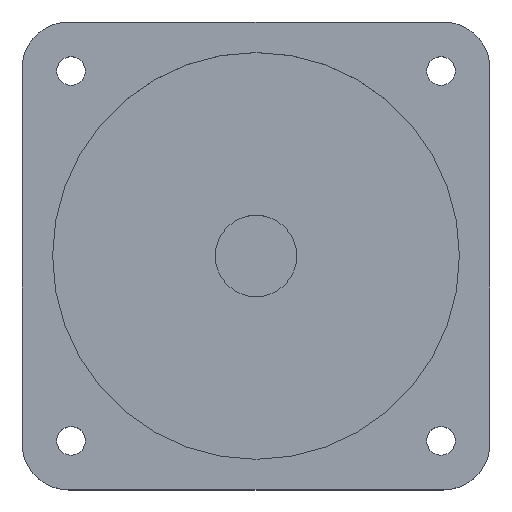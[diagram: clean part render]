
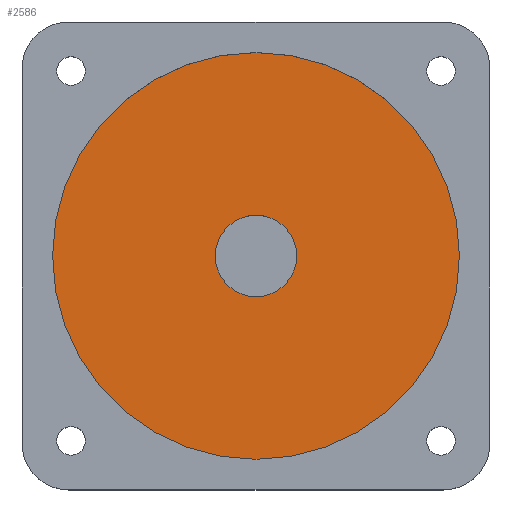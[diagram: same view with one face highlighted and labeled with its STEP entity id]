
A CAD part, top view. The second image highlights one B-rep face of the part: STEP entity #2586.
In plain terms, the highlighted planar face has unit normal (0, 0, 1).
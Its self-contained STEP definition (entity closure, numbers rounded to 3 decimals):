
#120=FACE_BOUND('',#513,.T.);
#259=PLANE('',#2830);
#346=FACE_OUTER_BOUND('',#512,.T.);
#512=EDGE_LOOP('',(#2013));
#513=EDGE_LOOP('',(#2014));
#1004=CIRCLE('',#2709,7.);
#1041=CIRCLE('',#2831,35.);
#1095=VERTEX_POINT('',#3686);
#1241=VERTEX_POINT('',#4244);
#1347=EDGE_CURVE('',#1095,#1095,#1004,.T.);
#1544=EDGE_CURVE('',#1241,#1241,#1041,.T.);
#2013=ORIENTED_EDGE('',*,*,#1544,.T.);
#2014=ORIENTED_EDGE('',*,*,#1347,.T.);
#2586=ADVANCED_FACE('',(#346,#120),#259,.T.);
#2709=AXIS2_PLACEMENT_3D('',#3687,#2973,#2974);
#2830=AXIS2_PLACEMENT_3D('',#4243,#3333,#3334);
#2831=AXIS2_PLACEMENT_3D('',#4245,#3335,#3336);
#2973=DIRECTION('center_axis',(0.,0.,
-1.));
#2974=DIRECTION('ref_axis',(1.,0.,0.));
#3333=DIRECTION('center_axis',(0.,0.,
1.));
#3334=DIRECTION('ref_axis',(0.,-1.,0.));
#3335=DIRECTION('center_axis',(0.,0.,
1.));
#3336=DIRECTION('ref_axis',(0.,-1.,0.));
#3686=CARTESIAN_POINT('',(-7.,0.,79.));
#3687=CARTESIAN_POINT('Origin',(0.,0.,
79.));
#4243=CARTESIAN_POINT('Origin',(0.,-20.25,79.));
#4244=CARTESIAN_POINT('',(0.,35.,79.));
#4245=CARTESIAN_POINT('Origin',(0.,0.,
79.));
